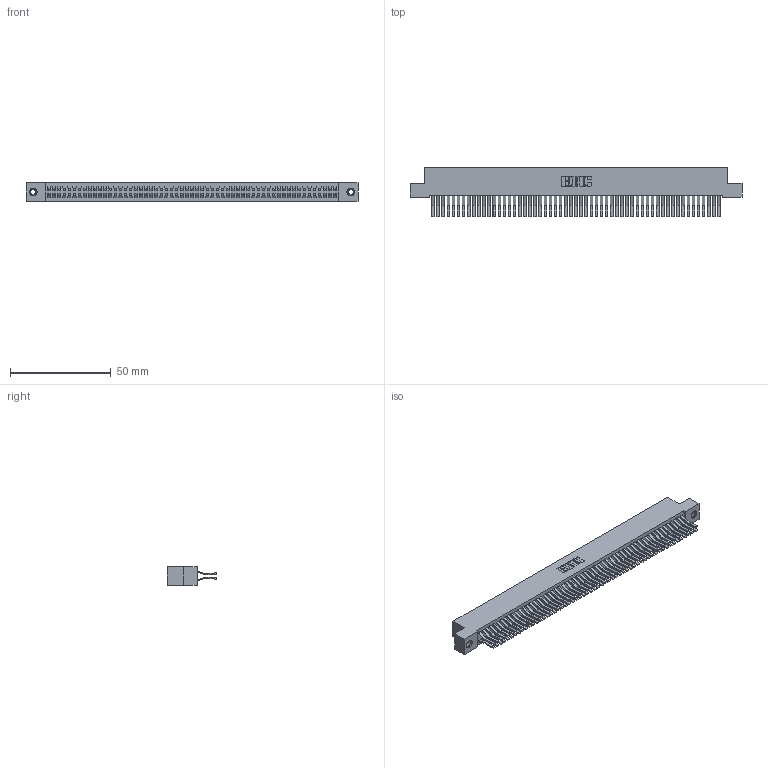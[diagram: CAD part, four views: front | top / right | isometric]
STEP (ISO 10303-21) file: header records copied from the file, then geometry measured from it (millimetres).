
FILE_DESCRIPTION (( 'STEP AP203' ), '1' );
FILE_NAME ('342-114-560-208.STEP', '2018-08-14T13:19:09', ( '' ), ( '' ), 'SwSTEP 2.0', 'SolidWorks 2016', '' );
FILE_SCHEMA (( 'CONFIG_CONTROL_DESIGN' ));
Length unit declared in the file: inch
Products named in the file (4): 342 Part_TI; 345-292-001_560 Tail; 345-250-001_345-250-003-102; 342-114-560-208
Assembly tree (117 placements, depth 2):
  342-114-560-208
    342 Part_TI
    345-292-001_560 Tail  x114
    345-250-001_345-250-003-102  x2
Bounding box: 165.1 x 24.78 x 9.4 mm (x, y, z)
Volume: 15648 mm3; surface area: 27645.5 mm2
Topology: 117 solids, 117 shells, 6326 faces, 18789 edges, 12366 vertices
Faces by surface type: plane 4202, cylinder 2108, cone 12, torus 4
Entity records: 35872 total; most frequent: CARTESIAN_POINT 5909, ORIENTED_EDGE 5838, DIRECTION 5057, EDGE_CURVE 2919, VECTOR 2767, LINE 2767, VERTEX_POINT 1940, AXIS2_PLACEMENT_3D 1145
